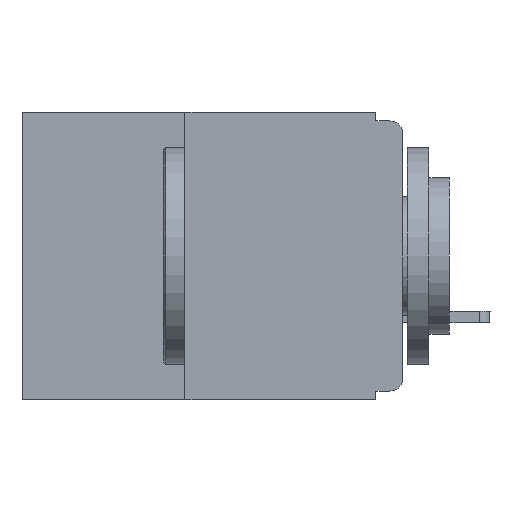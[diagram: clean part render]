
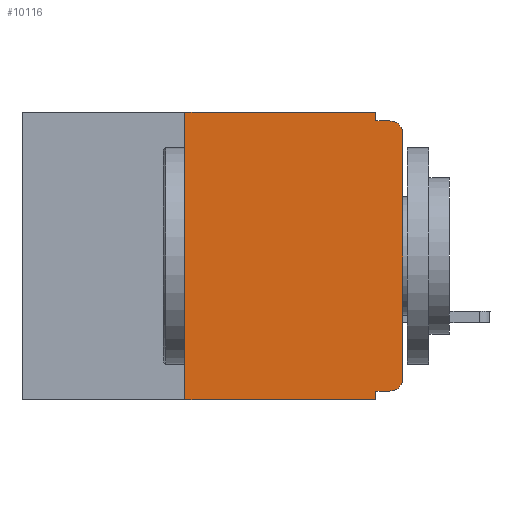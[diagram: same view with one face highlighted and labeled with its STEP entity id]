
A CAD part, left-side view. The second image highlights one B-rep face of the part: STEP entity #10116.
In plain terms, the highlighted planar face has unit normal (-1, 0, 0).
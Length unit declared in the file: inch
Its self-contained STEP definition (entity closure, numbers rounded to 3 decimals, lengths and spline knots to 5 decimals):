
#282 = FACE_OUTER_BOUND ( 'NONE', #3070, .T. ) ;
#381 = CARTESIAN_POINT ( 'NONE',  ( 0., 0.031, -0.33 ) ) ;
#503 = CARTESIAN_POINT ( 'NONE',  ( 0., 0., -0.32 ) ) ;
#671 = EDGE_CURVE ( 'NONE', #1974, #2489, #6558, .T. ) ;
#862 = CARTESIAN_POINT ( 'NONE',  ( 0., 0.031, -0.33 ) ) ;
#1514 = CARTESIAN_POINT ( 'NONE',  ( 0., 0.031, 0. ) ) ;
#1629 = EDGE_CURVE ( 'NONE', #4887, #1974, #6528, .T. ) ;
#1717 = VERTEX_POINT ( 'NONE', #4410 ) ;
#1974 = VERTEX_POINT ( 'NONE', #12601 ) ;
#2072 = AXIS2_PLACEMENT_3D ( 'NONE', #10364, #4023, #3975 ) ;
#2333 = EDGE_CURVE ( 'NONE', #10555, #4804, #4175, .T. ) ;
#2489 = VERTEX_POINT ( 'NONE', #10359 ) ;
#2528 = DIRECTION ( 'NONE',  ( 0., -1., 0. ) ) ;
#2552 = DIRECTION ( 'NONE',  ( -1., 0., 0. ) ) ;
#2663 = CARTESIAN_POINT ( 'NONE',  ( 0., 0.031, -0.01 ) ) ;
#2844 = LINE ( 'NONE', #12197, #10058 ) ;
#2900 = AXIS2_PLACEMENT_3D ( 'NONE', #12171, #2552, #7805 ) ;
#3016 = EDGE_CURVE ( 'NONE', #4887, #5555, #11874, .T. ) ;
#3070 = EDGE_LOOP ( 'NONE', ( #3408, #12666, #4803, #8604, #6591, #8170, #11615, #7185, #11458, #13086 ) ) ;
#3364 = EDGE_CURVE ( 'NONE', #4804, #11591, #3652, .T. ) ;
#3408 = ORIENTED_EDGE ( 'NONE', *, *, #2333, .T. ) ;
#3469 = DIRECTION ( 'NONE',  ( 0., 0., -1. ) ) ;
#3494 = VECTOR ( 'NONE', #11413, 39.37008 ) ;
#3652 = CIRCLE ( 'NONE', #2900, 0.015 ) ;
#3975 = DIRECTION ( 'NONE',  ( 0., 0., -1. ) ) ;
#4023 = DIRECTION ( 'NONE',  ( 1., 0., 0. ) ) ;
#4175 = LINE ( 'NONE', #11059, #12595 ) ;
#4410 = CARTESIAN_POINT ( 'NONE',  ( 0., 0.015, -0.32 ) ) ;
#4603 = LINE ( 'NONE', #381, #6762 ) ;
#4803 = ORIENTED_EDGE ( 'NONE', *, *, #9928, .F. ) ;
#4804 = VERTEX_POINT ( 'NONE', #12889 ) ;
#4887 = VERTEX_POINT ( 'NONE', #7476 ) ;
#4972 = DIRECTION ( 'NONE',  ( 0., 1., 0. ) ) ;
#5250 = CARTESIAN_POINT ( 'NONE',  ( 0., 0.437, 0. ) ) ;
#5555 = VERTEX_POINT ( 'NONE', #862 ) ;
#5687 = DIRECTION ( 'NONE',  ( 0., 0., 1. ) ) ;
#5930 = CIRCLE ( 'NONE', #6402, 0.015 ) ;
#6051 = VECTOR ( 'NONE', #7356, 39.37008 ) ;
#6268 = DIRECTION ( 'NONE',  ( 0., 0., 1. ) ) ;
#6402 = AXIS2_PLACEMENT_3D ( 'NONE', #8720, #6631, #3469 ) ;
#6457 = VECTOR ( 'NONE', #4972, 39.37008 ) ;
#6528 = LINE ( 'NONE', #13736, #12763 ) ;
#6558 = LINE ( 'NONE', #5250, #6051 ) ;
#6591 = ORIENTED_EDGE ( 'NONE', *, *, #671, .F. ) ;
#6631 = DIRECTION ( 'NONE',  ( -1., 0., 0. ) ) ;
#6762 = VECTOR ( 'NONE', #12566, 39.37008 ) ;
#7185 = ORIENTED_EDGE ( 'NONE', *, *, #12458, .F. ) ;
#7356 = DIRECTION ( 'NONE',  ( 0., -1., 0. ) ) ;
#7476 = CARTESIAN_POINT ( 'NONE',  ( 0., 0.25, -0.33 ) ) ;
#7539 = VECTOR ( 'NONE', #13192, 39.37008 ) ;
#7805 = DIRECTION ( 'NONE',  ( 0., 0., -1. ) ) ;
#8106 = CARTESIAN_POINT ( 'NONE',  ( 0., 0., -0.305 ) ) ;
#8170 = ORIENTED_EDGE ( 'NONE', *, *, #1629, .F. ) ;
#8604 = ORIENTED_EDGE ( 'NONE', *, *, #8685, .F. ) ;
#8685 = EDGE_CURVE ( 'NONE', #2489, #9140, #10567, .T. ) ;
#8720 = CARTESIAN_POINT ( 'NONE',  ( 0., 0.015, -0.305 ) ) ;
#9140 = VERTEX_POINT ( 'NONE', #2663 ) ;
#9928 = EDGE_CURVE ( 'NONE', #9140, #11591, #2844, .T. ) ;
#10058 = VECTOR ( 'NONE', #2528, 39.37008 ) ;
#10116 = ADVANCED_FACE ( 'NONE', ( #282 ), #13617, .F. ) ;
#10251 = CARTESIAN_POINT ( 'NONE',  ( 0., 0.437, -0.33 ) ) ;
#10359 = CARTESIAN_POINT ( 'NONE',  ( 0., 0.031, 0. ) ) ;
#10364 = CARTESIAN_POINT ( 'NONE',  ( 0., 0.437, 0. ) ) ;
#10555 = VERTEX_POINT ( 'NONE', #8106 ) ;
#10567 = LINE ( 'NONE', #1514, #7539 ) ;
#11059 = CARTESIAN_POINT ( 'NONE',  ( 0., 0., 0. ) ) ;
#11373 = EDGE_CURVE ( 'NONE', #1717, #12181, #13556, .T. ) ;
#11413 = DIRECTION ( 'NONE',  ( 0., -1., 0. ) ) ;
#11458 = ORIENTED_EDGE ( 'NONE', *, *, #11373, .F. ) ;
#11591 = VERTEX_POINT ( 'NONE', #12597 ) ;
#11615 = ORIENTED_EDGE ( 'NONE', *, *, #3016, .T. ) ;
#11698 = CARTESIAN_POINT ( 'NONE',  ( 0., 0.031, -0.32 ) ) ;
#11816 = EDGE_CURVE ( 'NONE', #1717, #10555, #5930, .T. ) ;
#11874 = LINE ( 'NONE', #10251, #3494 ) ;
#12171 = CARTESIAN_POINT ( 'NONE',  ( 0., 0.015, -0.025 ) ) ;
#12181 = VERTEX_POINT ( 'NONE', #11698 ) ;
#12197 = CARTESIAN_POINT ( 'NONE',  ( 0., 0., -0.01 ) ) ;
#12458 = EDGE_CURVE ( 'NONE', #12181, #5555, #4603, .T. ) ;
#12566 = DIRECTION ( 'NONE',  ( 0., 0., -1. ) ) ;
#12595 = VECTOR ( 'NONE', #5687, 39.37008 ) ;
#12597 = CARTESIAN_POINT ( 'NONE',  ( 0., 0.015, -0.01 ) ) ;
#12601 = CARTESIAN_POINT ( 'NONE',  ( 0., 0.25, 0. ) ) ;
#12666 = ORIENTED_EDGE ( 'NONE', *, *, #3364, .T. ) ;
#12763 = VECTOR ( 'NONE', #6268, 39.37008 ) ;
#12889 = CARTESIAN_POINT ( 'NONE',  ( 0., 0., -0.025 ) ) ;
#13086 = ORIENTED_EDGE ( 'NONE', *, *, #11816, .T. ) ;
#13192 = DIRECTION ( 'NONE',  ( 0., 0., -1. ) ) ;
#13556 = LINE ( 'NONE', #503, #6457 ) ;
#13617 = PLANE ( 'NONE',  #2072 ) ;
#13736 = CARTESIAN_POINT ( 'NONE',  ( 0., 0.25, -0.33 ) ) ;
